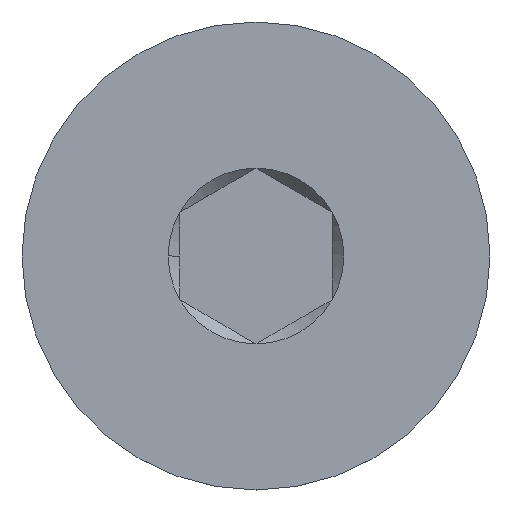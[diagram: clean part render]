
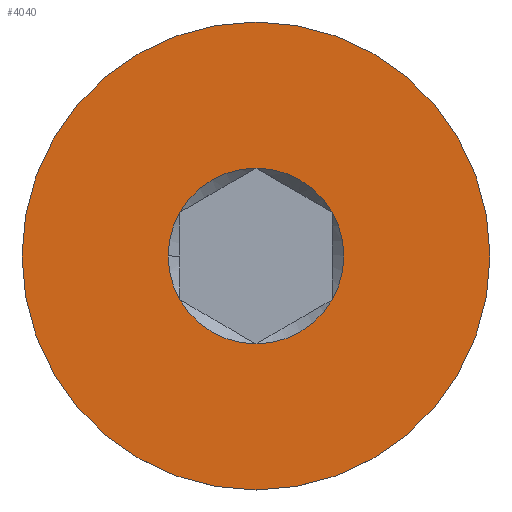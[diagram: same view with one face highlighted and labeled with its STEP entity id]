
A CAD part, top view. The second image highlights one B-rep face of the part: STEP entity #4040.
In plain terms, the highlighted planar face has unit normal (0, 0, 1).
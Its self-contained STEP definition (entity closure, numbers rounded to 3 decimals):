
#24 = DIRECTION ( 'NONE',  ( -1., 0., 0. ) ) ;
#79 = CARTESIAN_POINT ( 'NONE',  ( 0., 0., 4. ) ) ;
#155 = CIRCLE ( 'NONE', #3275, 0.751 ) ;
#199 = PLANE ( 'NONE',  #2497 ) ;
#235 = CARTESIAN_POINT ( 'NONE',  ( 0., 0., 4. ) ) ;
#242 = AXIS2_PLACEMENT_3D ( 'NONE', #2721, #2693, #3014 ) ;
#274 = CARTESIAN_POINT ( 'NONE',  ( 0., 2., 4. ) ) ;
#310 = EDGE_CURVE ( 'NONE', #1322, #3107, #3182, .T. ) ;
#319 = CARTESIAN_POINT ( 'NONE',  ( 0., 0., 4. ) ) ;
#355 = FACE_BOUND ( 'NONE', #1013, .T. ) ;
#383 = DIRECTION ( 'NONE',  ( 0., 0., -1. ) ) ;
#526 = CARTESIAN_POINT ( 'NONE',  ( -0.65, -0.375, 4. ) ) ;
#573 = VERTEX_POINT ( 'NONE', #3596 ) ;
#605 = CARTESIAN_POINT ( 'NONE',  ( 0., 0., 4. ) ) ;
#626 = VERTEX_POINT ( 'NONE', #274 ) ;
#678 = ORIENTED_EDGE ( 'NONE', *, *, #1967, .T. ) ;
#702 = CIRCLE ( 'NONE', #3131, 0.751 ) ;
#720 = DIRECTION ( 'NONE',  ( 0., 0., -1. ) ) ;
#787 = DIRECTION ( 'NONE',  ( 0., 0., -1. ) ) ;
#831 = CARTESIAN_POINT ( 'NONE',  ( -0.65, 0.375, 4. ) ) ;
#833 = EDGE_CURVE ( 'NONE', #1167, #1322, #954, .T. ) ;
#842 = DIRECTION ( 'NONE',  ( 0., 0., -1. ) ) ;
#860 = DIRECTION ( 'NONE',  ( 0., 0., -1. ) ) ;
#866 = ORIENTED_EDGE ( 'NONE', *, *, #3938, .T. ) ;
#893 = DIRECTION ( 'NONE',  ( -1., 0., 0. ) ) ;
#914 = CARTESIAN_POINT ( 'NONE',  ( 0.65, 0.375, 4. ) ) ;
#954 = CIRCLE ( 'NONE', #3082, 0.751 ) ;
#970 = ORIENTED_EDGE ( 'NONE', *, *, #310, .T. ) ;
#1009 = AXIS2_PLACEMENT_3D ( 'NONE', #2705, #860, #2067 ) ;
#1013 = EDGE_LOOP ( 'NONE', ( #3534, #1605, #970, #3393, #2883, #2782, #866 ) ) ;
#1145 = CIRCLE ( 'NONE', #3680, 0.751 ) ;
#1167 = VERTEX_POINT ( 'NONE', #2696 ) ;
#1179 = EDGE_CURVE ( 'NONE', #3350, #2054, #155, .T. ) ;
#1194 = CIRCLE ( 'NONE', #1009, 0.751 ) ;
#1293 = AXIS2_PLACEMENT_3D ( 'NONE', #3659, #787, #1396 ) ;
#1322 = VERTEX_POINT ( 'NONE', #914 ) ;
#1396 = DIRECTION ( 'NONE',  ( -1., 0., 0. ) ) ;
#1417 = CARTESIAN_POINT ( 'NONE',  ( 0., 0., 4. ) ) ;
#1422 = CARTESIAN_POINT ( 'NONE',  ( -0.751, 0., 4. ) ) ;
#1439 = VERTEX_POINT ( 'NONE', #2819 ) ;
#1520 = AXIS2_PLACEMENT_3D ( 'NONE', #2241, #383, #2537 ) ;
#1605 = ORIENTED_EDGE ( 'NONE', *, *, #833, .T. ) ;
#1666 = DIRECTION ( 'NONE',  ( 0., -1., 0. ) ) ;
#1733 = DIRECTION ( 'NONE',  ( -1., 0., 0. ) ) ;
#1814 = DIRECTION ( 'NONE',  ( 0., 0., -1. ) ) ;
#1891 = ORIENTED_EDGE ( 'NONE', *, *, #3993, .T. ) ;
#1967 = EDGE_CURVE ( 'NONE', #573, #626, #2321, .T. ) ;
#1973 = AXIS2_PLACEMENT_3D ( 'NONE', #79, #2949, #1666 ) ;
#2054 = VERTEX_POINT ( 'NONE', #1422 ) ;
#2067 = DIRECTION ( 'NONE',  ( -1., 0., 0. ) ) ;
#2073 = EDGE_CURVE ( 'NONE', #2831, #1167, #2823, .T. ) ;
#2241 = CARTESIAN_POINT ( 'NONE',  ( 0., 0., 4. ) ) ;
#2321 = CIRCLE ( 'NONE', #1973, 2. ) ;
#2497 = AXIS2_PLACEMENT_3D ( 'NONE', #235, #842, #3046 ) ;
#2537 = DIRECTION ( 'NONE',  ( -1., 0., 0. ) ) ;
#2562 = FACE_OUTER_BOUND ( 'NONE', #2868, .T. ) ;
#2693 = DIRECTION ( 'NONE',  ( 0., 0., 1. ) ) ;
#2696 = CARTESIAN_POINT ( 'NONE',  ( 0., 0.751, 4. ) ) ;
#2705 = CARTESIAN_POINT ( 'NONE',  ( 0., 0., 4. ) ) ;
#2721 = CARTESIAN_POINT ( 'NONE',  ( 0., 0., 4. ) ) ;
#2765 = CIRCLE ( 'NONE', #242, 2. ) ;
#2782 = ORIENTED_EDGE ( 'NONE', *, *, #1179, .T. ) ;
#2819 = CARTESIAN_POINT ( 'NONE',  ( 0., -0.751, 4. ) ) ;
#2823 = CIRCLE ( 'NONE', #1293, 0.751 ) ;
#2830 = DIRECTION ( 'NONE',  ( -1., 0., 0. ) ) ;
#2831 = VERTEX_POINT ( 'NONE', #831 ) ;
#2868 = EDGE_LOOP ( 'NONE', ( #678, #1891 ) ) ;
#2883 = ORIENTED_EDGE ( 'NONE', *, *, #3083, .T. ) ;
#2949 = DIRECTION ( 'NONE',  ( 0., 0., 1. ) ) ;
#3004 = DIRECTION ( 'NONE',  ( 0., 0., -1. ) ) ;
#3014 = DIRECTION ( 'NONE',  ( 0., -1., 0. ) ) ;
#3046 = DIRECTION ( 'NONE',  ( 0., 1., 0. ) ) ;
#3082 = AXIS2_PLACEMENT_3D ( 'NONE', #319, #3847, #2830 ) ;
#3083 = EDGE_CURVE ( 'NONE', #1439, #3350, #1145, .T. ) ;
#3107 = VERTEX_POINT ( 'NONE', #3414 ) ;
#3131 = AXIS2_PLACEMENT_3D ( 'NONE', #3219, #720, #24 ) ;
#3182 = CIRCLE ( 'NONE', #1520, 0.751 ) ;
#3219 = CARTESIAN_POINT ( 'NONE',  ( 0., 0., 4. ) ) ;
#3275 = AXIS2_PLACEMENT_3D ( 'NONE', #1417, #3004, #1733 ) ;
#3350 = VERTEX_POINT ( 'NONE', #526 ) ;
#3393 = ORIENTED_EDGE ( 'NONE', *, *, #3810, .T. ) ;
#3414 = CARTESIAN_POINT ( 'NONE',  ( 0.65, -0.375, 4. ) ) ;
#3534 = ORIENTED_EDGE ( 'NONE', *, *, #2073, .T. ) ;
#3596 = CARTESIAN_POINT ( 'NONE',  ( 0., -2., 4. ) ) ;
#3659 = CARTESIAN_POINT ( 'NONE',  ( 0., 0., 4. ) ) ;
#3680 = AXIS2_PLACEMENT_3D ( 'NONE', #605, #1814, #893 ) ;
#3810 = EDGE_CURVE ( 'NONE', #3107, #1439, #702, .T. ) ;
#3847 = DIRECTION ( 'NONE',  ( 0., 0., -1. ) ) ;
#3938 = EDGE_CURVE ( 'NONE', #2054, #2831, #1194, .T. ) ;
#3993 = EDGE_CURVE ( 'NONE', #626, #573, #2765, .T. ) ;
#4040 = ADVANCED_FACE ( 'NONE', ( #2562, #355 ), #199, .F. ) ;
